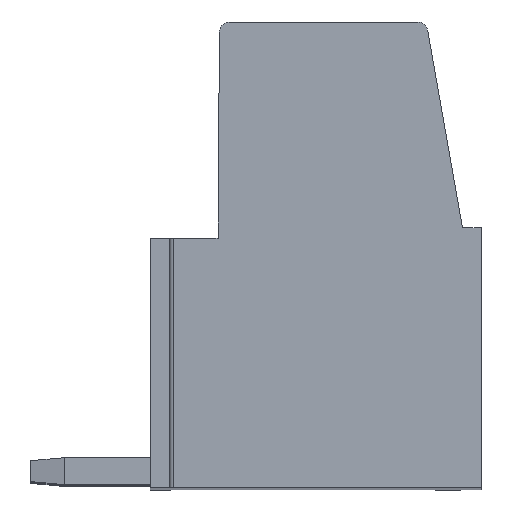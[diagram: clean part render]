
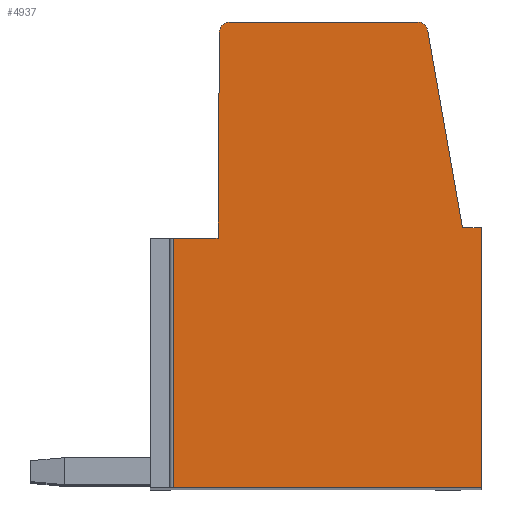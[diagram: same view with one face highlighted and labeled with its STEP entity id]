
A CAD part, top view. The second image highlights one B-rep face of the part: STEP entity #4937.
In plain terms, the highlighted planar face has unit normal (0, 0, 1).
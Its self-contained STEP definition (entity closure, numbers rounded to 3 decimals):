
#907=DIRECTION('',(0.,1.,0.));
#908=VECTOR('',#907,7.4);
#909=CARTESIAN_POINT('',(-4.225,-7.4,2.5));
#910=LINE('',#909,#908);
#911=DIRECTION('',(-1.,0.,0.));
#912=VECTOR('',#911,1.325);
#913=CARTESIAN_POINT('',(-2.9,0.,2.5));
#914=LINE('',#913,#912);
#915=DIRECTION('',(-0.007,-1.,0.));
#916=VECTOR('',#915,6.1);
#917=CARTESIAN_POINT('',(-2.859,6.1,2.5));
#918=LINE('',#917,#916);
#919=CARTESIAN_POINT('',(-2.557,6.098,2.5));
#920=DIRECTION('',(0.,0.,1.));
#921=DIRECTION('',(0.,1.,0.));
#922=AXIS2_PLACEMENT_3D('',#919,#920,#921);
#924=DIRECTION('',(-1.,0.,0.));
#925=VECTOR('',#924,5.57);
#926=CARTESIAN_POINT('',(3.013,6.4,2.5));
#927=LINE('',#926,#925);
#928=CARTESIAN_POINT('',(3.013,6.098,2.5));
#929=DIRECTION('',(0.,0.,1.));
#930=DIRECTION('',(0.985,0.173,0.));
#931=AXIS2_PLACEMENT_3D('',#928,#929,#930);
#933=DIRECTION('',(-0.173,0.985,0.));
#934=VECTOR('',#933,5.94);
#935=CARTESIAN_POINT('',(4.34,0.3,2.5));
#936=LINE('',#935,#934);
#937=DIRECTION('',(-1.,0.,0.));
#938=VECTOR('',#937,0.56);
#939=CARTESIAN_POINT('',(4.9,0.3,2.5));
#940=LINE('',#939,#938);
#941=DIRECTION('',(0.,1.,0.));
#942=VECTOR('',#941,7.7);
#943=CARTESIAN_POINT('',(4.9,-7.4,2.5));
#944=LINE('',#943,#942);
#945=DIRECTION('',(1.,0.,0.));
#946=VECTOR('',#945,9.125);
#947=CARTESIAN_POINT('',(-4.225,-7.4,2.5));
#948=LINE('',#947,#946);
#2895=CARTESIAN_POINT('',(4.9,-7.4,2.5));
#2896=CARTESIAN_POINT('',(4.9,0.3,2.5));
#2897=VERTEX_POINT('',#2895);
#2898=VERTEX_POINT('',#2896);
#2899=CARTESIAN_POINT('',(4.34,0.3,2.5));
#2900=VERTEX_POINT('',#2899);
#2901=CARTESIAN_POINT('',(3.311,6.15,2.5));
#2902=VERTEX_POINT('',#2901);
#2903=CARTESIAN_POINT('',(3.013,6.4,2.5));
#2904=VERTEX_POINT('',#2903);
#2905=CARTESIAN_POINT('',(-2.557,6.4,2.5));
#2906=VERTEX_POINT('',#2905);
#2907=CARTESIAN_POINT('',(-2.859,6.1,2.5));
#2908=VERTEX_POINT('',#2907);
#2909=CARTESIAN_POINT('',(-2.9,0.,2.5));
#2910=VERTEX_POINT('',#2909);
#2955=CARTESIAN_POINT('',(-4.225,-7.4,2.5));
#2956=CARTESIAN_POINT('',(-4.225,0.,2.5));
#2957=VERTEX_POINT('',#2955);
#2958=VERTEX_POINT('',#2956);
#4913=CARTESIAN_POINT('',(0.,0.,2.5));
#4914=DIRECTION('',(0.,0.,1.));
#4915=DIRECTION('',(1.,0.,0.));
#4916=AXIS2_PLACEMENT_3D('',#4913,#4914,#4915);
#4917=PLANE('',#4916);
#4918=ORIENTED_EDGE('',*,*,#4905,.T.);
#4919=ORIENTED_EDGE('',*,*,#3736,.F.);
#4921=ORIENTED_EDGE('',*,*,#4920,.F.);
#4923=ORIENTED_EDGE('',*,*,#4922,.F.);
#4925=ORIENTED_EDGE('',*,*,#4924,.F.);
#4927=ORIENTED_EDGE('',*,*,#4926,.F.);
#4929=ORIENTED_EDGE('',*,*,#4928,.F.);
#4931=ORIENTED_EDGE('',*,*,#4930,.F.);
#4933=ORIENTED_EDGE('',*,*,#4932,.F.);
#4934=ORIENTED_EDGE('',*,*,#3844,.F.);
#4935=EDGE_LOOP('',(#4918,#4919,#4921,#4923,#4925,#4927,#4929,#4931,#4933,
#4934));
#4936=FACE_OUTER_BOUND('',#4935,.F.);
#923=CIRCLE('',#922,0.302);
#932=CIRCLE('',#931,0.302);
#3736=EDGE_CURVE('',#2910,#2958,#914,.T.);
#3844=EDGE_CURVE('',#2957,#2897,#948,.T.);
#4905=EDGE_CURVE('',#2957,#2958,#910,.T.);
#4920=EDGE_CURVE('',#2908,#2910,#918,.T.);
#4922=EDGE_CURVE('',#2906,#2908,#923,.T.);
#4924=EDGE_CURVE('',#2904,#2906,#927,.T.);
#4926=EDGE_CURVE('',#2902,#2904,#932,.T.);
#4928=EDGE_CURVE('',#2900,#2902,#936,.T.);
#4930=EDGE_CURVE('',#2898,#2900,#940,.T.);
#4932=EDGE_CURVE('',#2897,#2898,#944,.T.);
#4937=ADVANCED_FACE('',(#4936),#4917,.T.);
